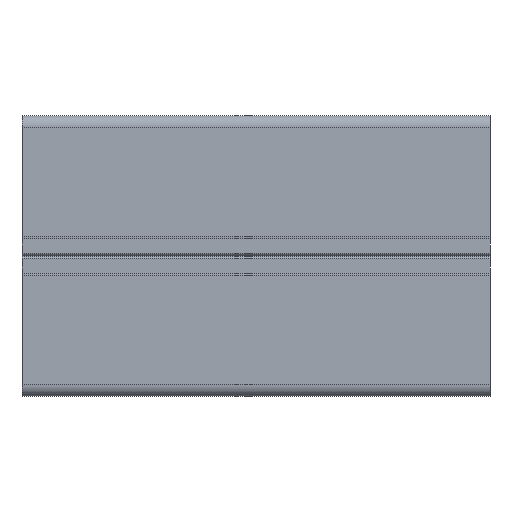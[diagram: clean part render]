
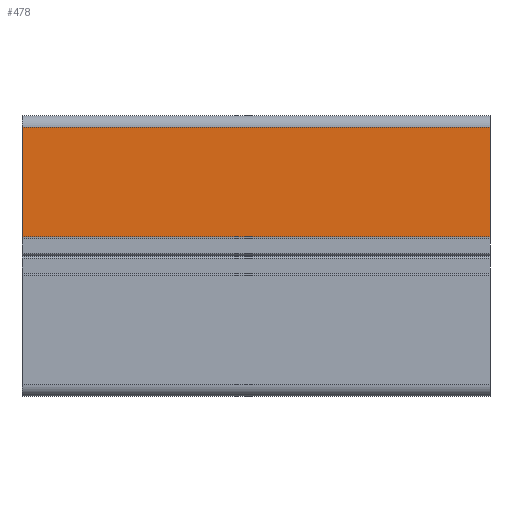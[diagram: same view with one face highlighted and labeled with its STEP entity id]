
A CAD part, front view. The second image highlights one B-rep face of the part: STEP entity #478.
In plain terms, the highlighted planar face has unit normal (0, -1, 0).
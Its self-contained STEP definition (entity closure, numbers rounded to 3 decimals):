
#245 = EDGE_CURVE ( 'NONE', #481, #3451, #2587, .T. ) ;
#469 = VECTOR ( 'NONE', #4385, 1000. ) ;
#478 = ADVANCED_FACE ( 'NONE', ( #4080 ), #864, .F. ) ;
#481 = VERTEX_POINT ( 'NONE', #3186 ) ;
#612 = CARTESIAN_POINT ( 'NONE',  ( 59.184, 32.398, 27.5 ) ) ;
#780 = DIRECTION ( 'NONE',  ( 0., 0., -1. ) ) ;
#835 = CARTESIAN_POINT ( 'NONE',  ( -40.816, 32.398, 27.5 ) ) ;
#864 = PLANE ( 'NONE',  #4834 ) ;
#994 = ORIENTED_EDGE ( 'NONE', *, *, #4425, .F. ) ;
#1370 = CARTESIAN_POINT ( 'NONE',  ( 59.184, 32.398, 27.5 ) ) ;
#1542 = LINE ( 'NONE', #4402, #469 ) ;
#1676 = DIRECTION ( 'NONE',  ( -1., 0., 0. ) ) ;
#1895 = VECTOR ( 'NONE', #2308, 1000. ) ;
#1900 = CARTESIAN_POINT ( 'NONE',  ( -40.816, 32.398, 4.15 ) ) ;
#2162 = CARTESIAN_POINT ( 'NONE',  ( 59.184, 32.398, 4.15 ) ) ;
#2308 = DIRECTION ( 'NONE',  ( 0., 0., -1. ) ) ;
#2587 = LINE ( 'NONE', #835, #5004 ) ;
#2641 = LINE ( 'NONE', #5775, #3648 ) ;
#3186 = CARTESIAN_POINT ( 'NONE',  ( -40.816, 32.398, 27.5 ) ) ;
#3377 = EDGE_LOOP ( 'NONE', ( #5185, #994, #3776, #5302 ) ) ;
#3451 = VERTEX_POINT ( 'NONE', #1900 ) ;
#3648 = VECTOR ( 'NONE', #1676, 1000. ) ;
#3732 = VERTEX_POINT ( 'NONE', #2162 ) ;
#3776 = ORIENTED_EDGE ( 'NONE', *, *, #5074, .F. ) ;
#4080 = FACE_OUTER_BOUND ( 'NONE', #3377, .T. ) ;
#4115 = DIRECTION ( 'NONE',  ( 0., 1., 0. ) ) ;
#4385 = DIRECTION ( 'NONE',  ( -1., 0., 0. ) ) ;
#4389 = EDGE_CURVE ( 'NONE', #4711, #481, #2641, .T. ) ;
#4402 = CARTESIAN_POINT ( 'NONE',  ( 59.184, 32.398, 4.15 ) ) ;
#4425 = EDGE_CURVE ( 'NONE', #3732, #3451, #1542, .T. ) ;
#4584 = CARTESIAN_POINT ( 'NONE',  ( 59.184, 32.398, 27.5 ) ) ;
#4711 = VERTEX_POINT ( 'NONE', #612 ) ;
#4834 = AXIS2_PLACEMENT_3D ( 'NONE', #1370, #4115, #5471 ) ;
#5004 = VECTOR ( 'NONE', #780, 1000. ) ;
#5074 = EDGE_CURVE ( 'NONE', #4711, #3732, #5359, .T. ) ;
#5185 = ORIENTED_EDGE ( 'NONE', *, *, #245, .T. ) ;
#5302 = ORIENTED_EDGE ( 'NONE', *, *, #4389, .T. ) ;
#5359 = LINE ( 'NONE', #4584, #1895 ) ;
#5471 = DIRECTION ( 'NONE',  ( 0., 0., 1. ) ) ;
#5775 = CARTESIAN_POINT ( 'NONE',  ( 59.184, 32.398, 27.5 ) ) ;
